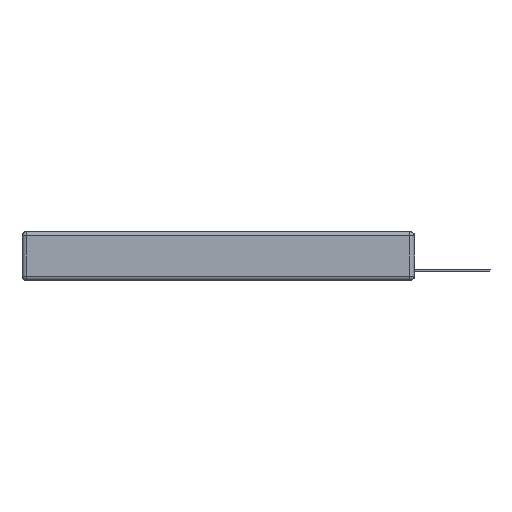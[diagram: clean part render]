
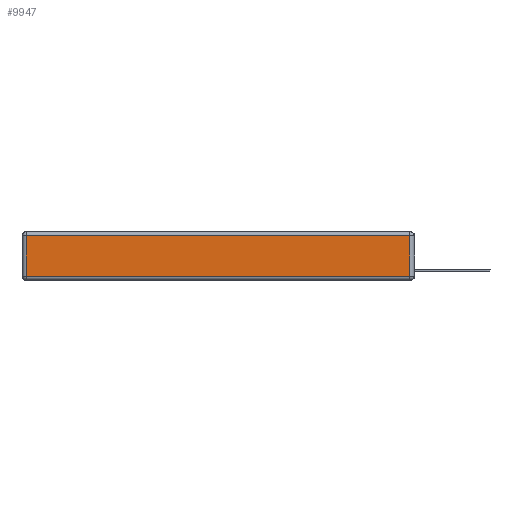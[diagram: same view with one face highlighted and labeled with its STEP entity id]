
A CAD part, left-side view. The second image highlights one B-rep face of the part: STEP entity #9947.
In plain terms, the highlighted planar face has unit normal (-1, 0, 0).
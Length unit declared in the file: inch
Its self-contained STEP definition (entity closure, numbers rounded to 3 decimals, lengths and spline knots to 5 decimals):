
#665 = VERTEX_POINT ( 'NONE', #21149 ) ;
#1332 = VECTOR ( 'NONE', #21568, 39.37008 ) ;
#1408 = VERTEX_POINT ( 'NONE', #10607 ) ;
#2276 = VERTEX_POINT ( 'NONE', #17667 ) ;
#2895 = DIRECTION ( 'NONE',  ( -1., 0., 0. ) ) ;
#3251 = VERTEX_POINT ( 'NONE', #15968 ) ;
#4840 = ORIENTED_EDGE ( 'NONE', *, *, #25993, .T. ) ;
#6205 = EDGE_CURVE ( 'NONE', #665, #3251, #27271, .T. ) ;
#6255 = DIRECTION ( 'NONE',  ( 0., 0., 1. ) ) ;
#6428 = EDGE_LOOP ( 'NONE', ( #10947, #4840, #23058, #19037 ) ) ;
#8147 = EDGE_CURVE ( 'NONE', #3251, #1408, #25135, .T. ) ;
#9947 = ADVANCED_FACE ( 'NONE', ( #21060 ), #26645, .T. ) ;
#10250 = VECTOR ( 'NONE', #25307, 39.37008 ) ;
#10423 = LINE ( 'NONE', #26032, #1332 ) ;
#10607 = CARTESIAN_POINT ( 'NONE',  ( 0., 0.03, -0.313 ) ) ;
#10675 = CARTESIAN_POINT ( 'NONE',  ( 0., 2.72, -0.343 ) ) ;
#10947 = ORIENTED_EDGE ( 'NONE', *, *, #8147, .T. ) ;
#11643 = DIRECTION ( 'NONE',  ( 0., 0., 1. ) ) ;
#13290 = DIRECTION ( 'NONE',  ( 0., -1., 0. ) ) ;
#15214 = LINE ( 'NONE', #21141, #24564 ) ;
#15968 = CARTESIAN_POINT ( 'NONE',  ( 0., 2.72, -0.313 ) ) ;
#17667 = CARTESIAN_POINT ( 'NONE',  ( 0., 0.03, -0.03 ) ) ;
#18611 = CARTESIAN_POINT ( 'NONE',  ( 0., 0., -0.313 ) ) ;
#19037 = ORIENTED_EDGE ( 'NONE', *, *, #6205, .T. ) ;
#20456 = VECTOR ( 'NONE', #13290, 39.37008 ) ;
#21060 = FACE_OUTER_BOUND ( 'NONE', #6428, .T. ) ;
#21141 = CARTESIAN_POINT ( 'NONE',  ( 0., 0.03, -0.343 ) ) ;
#21149 = CARTESIAN_POINT ( 'NONE',  ( 0., 2.72, -0.03 ) ) ;
#21568 = DIRECTION ( 'NONE',  ( 0., 1., 0. ) ) ;
#21838 = EDGE_CURVE ( 'NONE', #2276, #665, #10423, .T. ) ;
#23058 = ORIENTED_EDGE ( 'NONE', *, *, #21838, .T. ) ;
#23460 = AXIS2_PLACEMENT_3D ( 'NONE', #24308, #2895, #11643 ) ;
#24308 = CARTESIAN_POINT ( 'NONE',  ( 0., 0., -0.343 ) ) ;
#24564 = VECTOR ( 'NONE', #6255, 39.37008 ) ;
#25135 = LINE ( 'NONE', #18611, #20456 ) ;
#25307 = DIRECTION ( 'NONE',  ( 0., 0., -1. ) ) ;
#25993 = EDGE_CURVE ( 'NONE', #1408, #2276, #15214, .T. ) ;
#26032 = CARTESIAN_POINT ( 'NONE',  ( 0., 2.75, -0.03 ) ) ;
#26645 = PLANE ( 'NONE',  #23460 ) ;
#27271 = LINE ( 'NONE', #10675, #10250 ) ;
